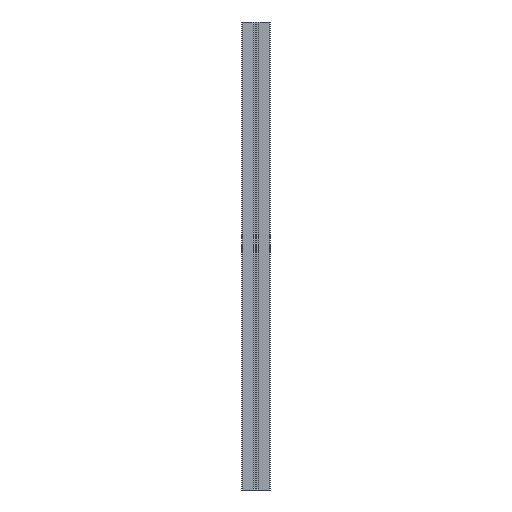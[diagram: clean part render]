
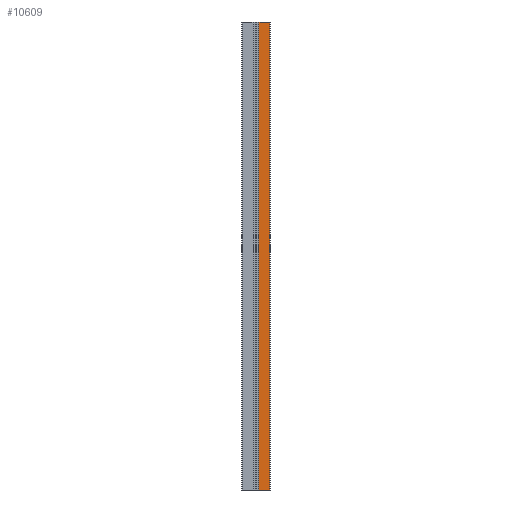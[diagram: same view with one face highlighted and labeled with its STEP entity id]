
A CAD part, front view. The second image highlights one B-rep face of the part: STEP entity #10609.
In plain terms, the highlighted planar face has unit normal (0, -1, 0).
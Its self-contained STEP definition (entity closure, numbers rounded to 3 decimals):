
#2077=DIRECTION('',(1.,0.,0.));
#2078=VECTOR('',#2077,23.4);
#2079=CARTESIAN_POINT('',(6.3,-30.,-500.));
#2080=LINE('',#2079,#2078);
#3712=DIRECTION('',(1.,0.,0.));
#3713=VECTOR('',#3712,23.4);
#3714=CARTESIAN_POINT('',(6.3,-30.,500.));
#3715=LINE('',#3714,#3713);
#5513=DIRECTION('',(0.,0.,-1.));
#5514=VECTOR('',#5513,1000.);
#5515=CARTESIAN_POINT('',(29.7,-30.,500.));
#5516=LINE('',#5515,#5514);
#5520=DIRECTION('',(0.,0.,-1.));
#5521=VECTOR('',#5520,1000.);
#5522=CARTESIAN_POINT('',(6.3,-30.,500.));
#5523=LINE('',#5522,#5521);
#6750=CARTESIAN_POINT('',(6.3,-30.,-500.));
#6752=VERTEX_POINT('',#6750);
#6756=CARTESIAN_POINT('',(6.3,-30.,500.));
#6757=VERTEX_POINT('',#6756);
#7255=CARTESIAN_POINT('',(29.7,-30.,-500.));
#7257=VERTEX_POINT('',#7255);
#7258=CARTESIAN_POINT('',(29.7,-30.,500.));
#7259=VERTEX_POINT('',#7258);
#10597=CARTESIAN_POINT('',(-30.,-30.,-500.));
#10598=DIRECTION('',(0.,-1.,0.));
#10599=DIRECTION('',(1.,0.,0.));
#10600=AXIS2_PLACEMENT_3D('',#10597,#10598,#10599);
#10601=PLANE('',#10600);
#10602=ORIENTED_EDGE('',*,*,#10590,.T.);
#10603=ORIENTED_EDGE('',*,*,#7479,.F.);
#10605=ORIENTED_EDGE('',*,*,#10604,.F.);
#10606=ORIENTED_EDGE('',*,*,#8129,.T.);
#10607=EDGE_LOOP('',(#10602,#10603,#10605,#10606));
#10608=FACE_OUTER_BOUND('',#10607,.F.);
#7479=EDGE_CURVE('',#6752,#7257,#2080,.T.);
#8129=EDGE_CURVE('',#6757,#7259,#3715,.T.);
#10590=EDGE_CURVE('',#7259,#7257,#5516,.T.);
#10604=EDGE_CURVE('',#6757,#6752,#5523,.T.);
#10609=ADVANCED_FACE('',(#10608),#10601,.T.);
